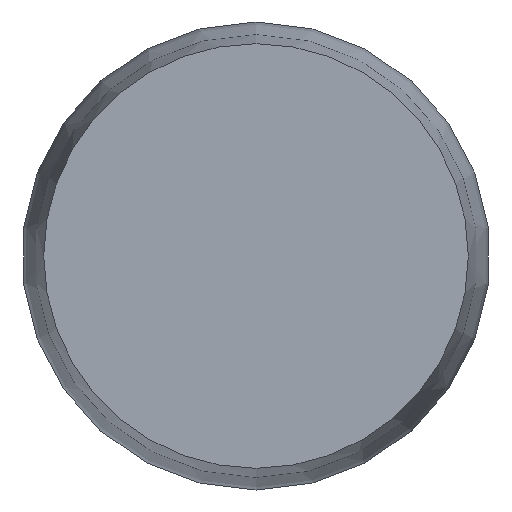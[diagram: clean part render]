
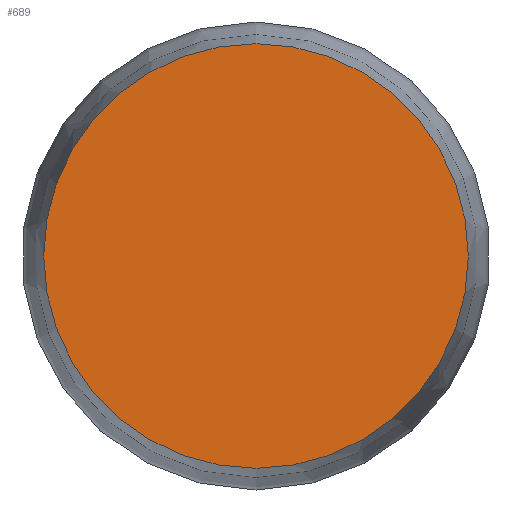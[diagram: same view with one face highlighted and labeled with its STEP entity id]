
A CAD part, left-side view. The second image highlights one B-rep face of the part: STEP entity #689.
In plain terms, the highlighted planar face has unit normal (-1, 0, 0).
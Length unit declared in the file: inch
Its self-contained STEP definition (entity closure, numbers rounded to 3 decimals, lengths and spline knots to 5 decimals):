
#14 = EDGE_LOOP ( 'NONE', ( #447 ) ) ;
#51 = DIRECTION ( 'NONE',  ( 1., 0., 0. ) ) ;
#60 = CARTESIAN_POINT ( 'NONE',  ( 0., 0.01595, 0. ) ) ;
#166 = CARTESIAN_POINT ( 'NONE',  ( 0., 0., 0. ) ) ;
#197 = AXIS2_PLACEMENT_3D ( 'NONE', #166, #456, #599 ) ;
#277 = DIRECTION ( 'NONE',  ( 0., 0., -1. ) ) ;
#344 = EDGE_CURVE ( 'NONE', #759, #759, #768, .T. ) ;
#421 = PLANE ( 'NONE',  #603 ) ;
#447 = ORIENTED_EDGE ( 'NONE', *, *, #344, .T. ) ;
#456 = DIRECTION ( 'NONE',  ( -1., 0., 0. ) ) ;
#599 = DIRECTION ( 'NONE',  ( 0., 0., 1. ) ) ;
#603 = AXIS2_PLACEMENT_3D ( 'NONE', #60, #51, #277 ) ;
#682 = FACE_OUTER_BOUND ( 'NONE', #14, .T. ) ;
#689 = ADVANCED_FACE ( 'NONE', ( #682 ), #421, .F. ) ;
#759 = VERTEX_POINT ( 'NONE', #774 ) ;
#768 = CIRCLE ( 'NONE', #197, 0.01875 ) ;
#774 = CARTESIAN_POINT ( 'NONE',  ( 0., 0., 0.01875 ) ) ;
